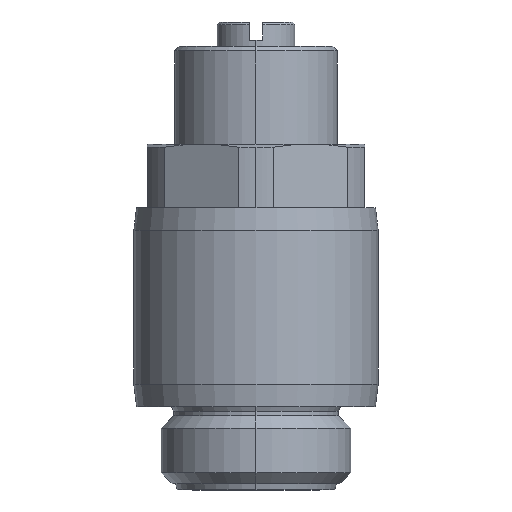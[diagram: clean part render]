
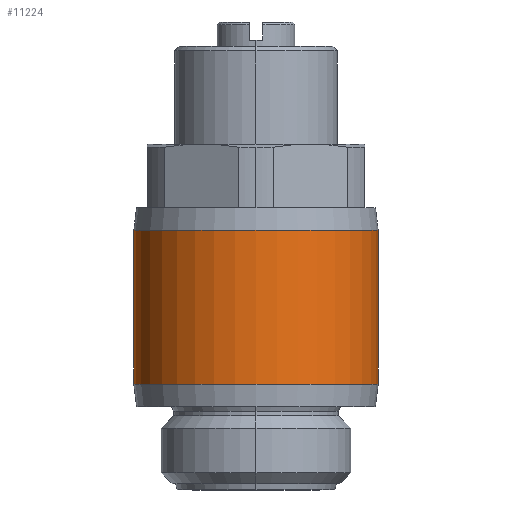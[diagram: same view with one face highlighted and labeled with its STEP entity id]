
A CAD part, left-side view. The second image highlights one B-rep face of the part: STEP entity #11224.
In plain terms, the highlighted cylindrical face has radius 13.5 mm (diameter 27 mm), a partial arc.
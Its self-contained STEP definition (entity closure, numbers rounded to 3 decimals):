
#205 = CIRCLE ( 'NONE', #7115, 13.5 ) ;
#212 = DIRECTION ( 'NONE',  ( 0., 0., 1. ) ) ;
#2391 = VERTEX_POINT ( 'NONE', #13868 ) ;
#2502 = DIRECTION ( 'NONE',  ( 0., 0., -1. ) ) ;
#3159 = AXIS2_PLACEMENT_3D ( 'NONE', #7273, #212, #9853 ) ;
#3757 = CARTESIAN_POINT ( 'NONE',  ( 13.3, 0., -9.4 ) ) ;
#3761 = VECTOR ( 'NONE', #11511, 1000. ) ;
#4274 = CYLINDRICAL_SURFACE ( 'NONE', #3159, 13.5 ) ;
#4428 = ORIENTED_EDGE ( 'NONE', *, *, #6562, .T. ) ;
#4829 = DIRECTION ( 'NONE',  ( 0., -1., 0. ) ) ;
#4895 = DIRECTION ( 'NONE',  ( 0., 0., 1. ) ) ;
#4919 = VECTOR ( 'NONE', #6171, 1000. ) ;
#5106 = AXIS2_PLACEMENT_3D ( 'NONE', #3757, #4895, #12008 ) ;
#5415 = CIRCLE ( 'NONE', #5106, 13.5 ) ;
#5567 = CARTESIAN_POINT ( 'NONE',  ( 13.3, -13.5, -0.9 ) ) ;
#5636 = CARTESIAN_POINT ( 'NONE',  ( 13.3, 13.5, -9.4 ) ) ;
#5933 = FACE_OUTER_BOUND ( 'NONE', #10333, .T. ) ;
#6171 = DIRECTION ( 'NONE',  ( 0., 0., 1. ) ) ;
#6562 = EDGE_CURVE ( 'NONE', #13574, #2391, #12289, .T. ) ;
#6783 = CARTESIAN_POINT ( 'NONE',  ( 13.3, -13.5, 7.6 ) ) ;
#6923 = VERTEX_POINT ( 'NONE', #6783 ) ;
#7115 = AXIS2_PLACEMENT_3D ( 'NONE', #11890, #2502, #4829 ) ;
#7227 = EDGE_CURVE ( 'NONE', #2391, #6923, #205, .T. ) ;
#7273 = CARTESIAN_POINT ( 'NONE',  ( 13.3, 0., -0.9 ) ) ;
#7584 = ORIENTED_EDGE ( 'NONE', *, *, #10406, .T. ) ;
#8404 = LINE ( 'NONE', #5567, #3761 ) ;
#8717 = VERTEX_POINT ( 'NONE', #9869 ) ;
#9502 = ORIENTED_EDGE ( 'NONE', *, *, #14244, .F. ) ;
#9853 = DIRECTION ( 'NONE',  ( 0., -1., 0. ) ) ;
#9869 = CARTESIAN_POINT ( 'NONE',  ( 13.3, -13.5, -9.4 ) ) ;
#10333 = EDGE_LOOP ( 'NONE', ( #7584, #4428, #12103, #9502 ) ) ;
#10406 = EDGE_CURVE ( 'NONE', #8717, #13574, #5415, .T. ) ;
#11224 = ADVANCED_FACE ( 'NONE', ( #5933 ), #4274, .T. ) ;
#11511 = DIRECTION ( 'NONE',  ( 0., 0., 1. ) ) ;
#11890 = CARTESIAN_POINT ( 'NONE',  ( 13.3, 0., 7.6 ) ) ;
#12008 = DIRECTION ( 'NONE',  ( 0., -1., 0. ) ) ;
#12103 = ORIENTED_EDGE ( 'NONE', *, *, #7227, .T. ) ;
#12289 = LINE ( 'NONE', #14512, #4919 ) ;
#13574 = VERTEX_POINT ( 'NONE', #5636 ) ;
#13868 = CARTESIAN_POINT ( 'NONE',  ( 13.3, 13.5, 7.6 ) ) ;
#14244 = EDGE_CURVE ( 'NONE', #8717, #6923, #8404, .T. ) ;
#14512 = CARTESIAN_POINT ( 'NONE',  ( 13.3, 13.5, -0.9 ) ) ;
